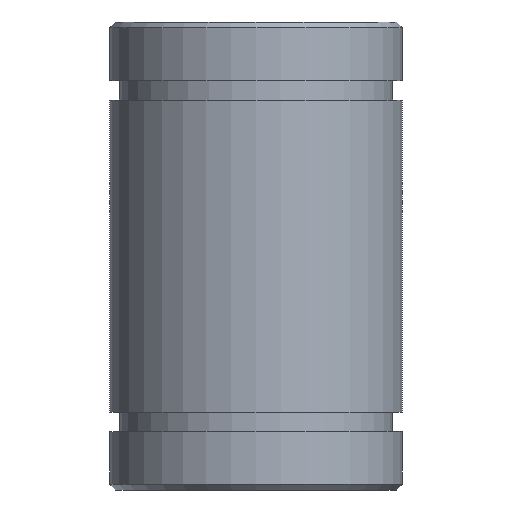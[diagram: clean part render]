
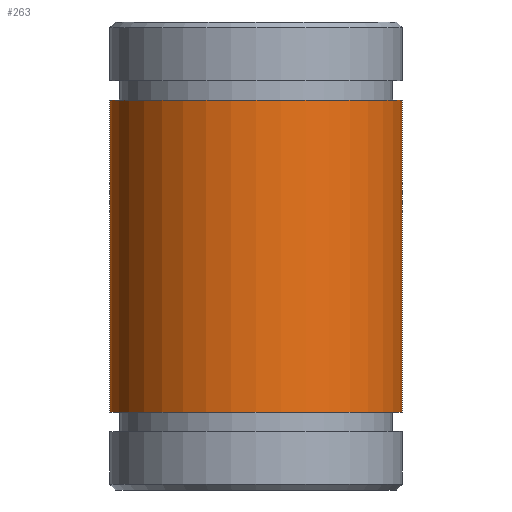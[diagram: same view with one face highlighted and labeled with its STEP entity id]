
A CAD part, front view. The second image highlights one B-rep face of the part: STEP entity #263.
In plain terms, the highlighted cylindrical face has radius 7.5 mm (diameter 15 mm), a full revolution.
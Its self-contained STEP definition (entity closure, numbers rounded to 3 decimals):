
#28=CYLINDRICAL_SURFACE('',#291,7.5);
#37=FACE_BOUND('',#87,.T.);
#61=FACE_OUTER_BOUND('',#86,.T.);
#86=EDGE_LOOP('',(#206));
#87=EDGE_LOOP('',(#207));
#132=CIRCLE('',#289,7.5);
#134=CIRCLE('',#292,7.5);
#156=VERTEX_POINT('',#436);
#158=VERTEX_POINT('',#441);
#180=EDGE_CURVE('',#156,#156,#132,.T.);
#182=EDGE_CURVE('',#158,#158,#134,.T.);
#206=ORIENTED_EDGE('',*,*,#180,.F.);
#207=ORIENTED_EDGE('',*,*,#182,.F.);
#263=ADVANCED_FACE('',(#61,#37),#28,.T.);
#289=AXIS2_PLACEMENT_3D('',#437,#340,#341);
#291=AXIS2_PLACEMENT_3D('',#440,#344,#345);
#292=AXIS2_PLACEMENT_3D('',#442,#346,#347);
#340=DIRECTION('center_axis',(0.,0.,-1.));
#341=DIRECTION('ref_axis',(-1.,0.,0.));
#344=DIRECTION('center_axis',(0.,0.,1.));
#345=DIRECTION('ref_axis',(-1.,0.,0.));
#346=DIRECTION('center_axis',(0.,0.,1.));
#347=DIRECTION('ref_axis',(-1.,0.,0.));
#436=CARTESIAN_POINT('',(7.5,0.,-8.));
#437=CARTESIAN_POINT('Origin',(0.,0.,-8.));
#440=CARTESIAN_POINT('Origin',(0.,0.,0.));
#441=CARTESIAN_POINT('',(7.5,0.,8.));
#442=CARTESIAN_POINT('Origin',(0.,0.,8.));
